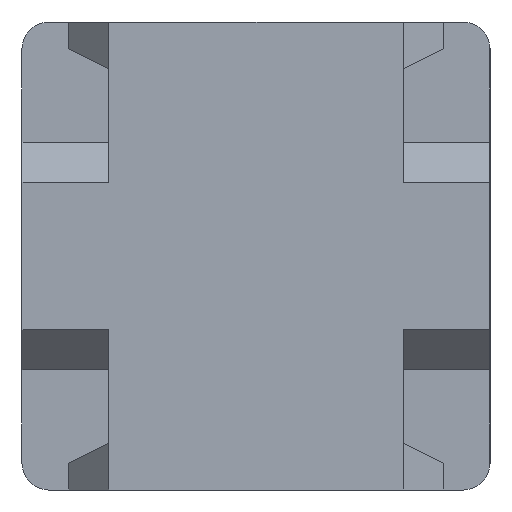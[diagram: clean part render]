
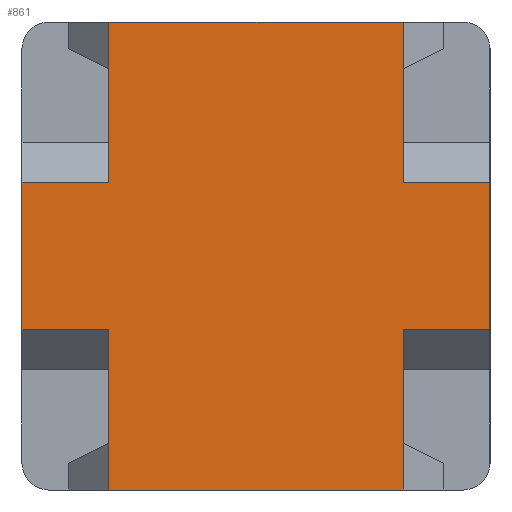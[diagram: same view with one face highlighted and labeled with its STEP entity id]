
A CAD part, left-side view. The second image highlights one B-rep face of the part: STEP entity #861.
In plain terms, the highlighted planar face has unit normal (-1, 0, 0).
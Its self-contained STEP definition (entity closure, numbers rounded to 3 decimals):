
#297=CARTESIAN_POINT('',(-10.0,-11.0,-17.5));
#298=VERTEX_POINT('',#297);
#305=CARTESIAN_POINT('',(-10.0,11.,-17.5));
#306=VERTEX_POINT('',#305);
#307=CARTESIAN_POINT('',(-10.0,-11.0,-17.5));
#308=DIRECTION('',(0.0,1.0,0.0));
#309=VECTOR('',#308,22.0);
#310=LINE('',#307,#309);
#311=EDGE_CURVE('',#298,#306,#310,.T.);
#533=CARTESIAN_POINT('',(-10.0,17.5,-5.5));
#534=VERTEX_POINT('',#533);
#541=CARTESIAN_POINT('',(-10.0,17.5,5.5));
#542=VERTEX_POINT('',#541);
#543=CARTESIAN_POINT('',(-10.0,17.5,-5.5));
#544=DIRECTION('',(0.0,0.0,1.0));
#545=VECTOR('',#544,11.);
#546=LINE('',#543,#545);
#547=EDGE_CURVE('',#534,#542,#546,.T.);
#682=CARTESIAN_POINT('',(-10.0,11.0,17.5));
#683=VERTEX_POINT('',#682);
#690=CARTESIAN_POINT('',(-10.0,-11.,17.5));
#691=VERTEX_POINT('',#690);
#692=CARTESIAN_POINT('',(-10.0,11.0,17.5));
#693=DIRECTION('',(0.0,-1.0,0.0));
#694=VECTOR('',#693,22.0);
#695=LINE('',#692,#694);
#696=EDGE_CURVE('',#683,#691,#695,.T.);
#743=CARTESIAN_POINT('',(-10.0,-11.0,-14.));
#744=VERTEX_POINT('',#743);
#751=CARTESIAN_POINT('',(-10.0,-11.0,-14.));
#752=DIRECTION('',(0.0,0.0,-1.0));
#753=VECTOR('',#752,3.5);
#754=LINE('',#751,#753);
#755=EDGE_CURVE('',#744,#298,#754,.T.);
#760=CARTESIAN_POINT('',(-10.0,17.5,0.0));
#761=DIRECTION('',(-1.0,0.0,0.0));
#762=DIRECTION('',(0.0,0.0,1.0));
#763=AXIS2_PLACEMENT_3D('',#760,#761,#762);
#764=PLANE('',#763);
#765=ORIENTED_EDGE('',*,*,#755,.F.);
#766=CARTESIAN_POINT('',(-10.0,-11.0,-5.5));
#767=VERTEX_POINT('',#766);
#768=CARTESIAN_POINT('',(-10.0,-11.0,-5.5));
#769=DIRECTION('',(0.0,0.0,-1.0));
#770=VECTOR('',#769,8.5);
#771=LINE('',#768,#770);
#772=EDGE_CURVE('',#767,#744,#771,.T.);
#773=ORIENTED_EDGE('',*,*,#772,.F.);
#774=CARTESIAN_POINT('',(-10.0,-17.5,-5.5));
#775=VERTEX_POINT('',#774);
#776=CARTESIAN_POINT('',(-10.0,-17.5,-5.5));
#777=DIRECTION('',(0.0,1.0,0.0));
#778=VECTOR('',#777,6.5);
#779=LINE('',#776,#778);
#780=EDGE_CURVE('',#775,#767,#779,.T.);
#781=ORIENTED_EDGE('',*,*,#780,.F.);
#782=CARTESIAN_POINT('',(-10.0,-17.5,5.5));
#783=VERTEX_POINT('',#782);
#784=CARTESIAN_POINT('',(-10.0,-17.5,5.5));
#785=DIRECTION('',(0.0,0.0,-1.0));
#786=VECTOR('',#785,11.0);
#787=LINE('',#784,#786);
#788=EDGE_CURVE('',#783,#775,#787,.T.);
#789=ORIENTED_EDGE('',*,*,#788,.F.);
#790=CARTESIAN_POINT('',(-10.0,-11.0,5.5));
#791=VERTEX_POINT('',#790);
#792=CARTESIAN_POINT('',(-10.0,-11.0,5.5));
#793=DIRECTION('',(0.0,-1.0,0.0));
#794=VECTOR('',#793,6.5);
#795=LINE('',#792,#794);
#796=EDGE_CURVE('',#791,#783,#795,.T.);
#797=ORIENTED_EDGE('',*,*,#796,.F.);
#798=CARTESIAN_POINT('',(-10.0,-11.0,14.));
#799=VERTEX_POINT('',#798);
#800=CARTESIAN_POINT('',(-10.0,-11.0,14.));
#801=DIRECTION('',(0.0,0.0,-1.0));
#802=VECTOR('',#801,8.5);
#803=LINE('',#800,#802);
#804=EDGE_CURVE('',#799,#791,#803,.T.);
#805=ORIENTED_EDGE('',*,*,#804,.F.);
#806=CARTESIAN_POINT('',(-10.0,-11.,17.5));
#807=DIRECTION('',(0.0,0.0,-1.0));
#808=VECTOR('',#807,3.5);
#809=LINE('',#806,#808);
#810=EDGE_CURVE('',#691,#799,#809,.T.);
#811=ORIENTED_EDGE('',*,*,#810,.F.);
#812=ORIENTED_EDGE('',*,*,#696,.F.);
#813=CARTESIAN_POINT('',(-10.0,11.0,14.));
#814=VERTEX_POINT('',#813);
#815=CARTESIAN_POINT('',(-10.0,11.0,14.));
#816=DIRECTION('',(0.0,0.0,1.0));
#817=VECTOR('',#816,3.5);
#818=LINE('',#815,#817);
#819=EDGE_CURVE('',#814,#683,#818,.T.);
#820=ORIENTED_EDGE('',*,*,#819,.F.);
#821=CARTESIAN_POINT('',(-10.0,11.0,5.5));
#822=VERTEX_POINT('',#821);
#823=CARTESIAN_POINT('',(-10.0,11.0,5.5));
#824=DIRECTION('',(0.0,0.0,1.0));
#825=VECTOR('',#824,8.5);
#826=LINE('',#823,#825);
#827=EDGE_CURVE('',#822,#814,#826,.T.);
#828=ORIENTED_EDGE('',*,*,#827,.F.);
#829=CARTESIAN_POINT('',(-10.0,17.5,5.5));
#830=DIRECTION('',(0.0,-1.0,0.0));
#831=VECTOR('',#830,6.5);
#832=LINE('',#829,#831);
#833=EDGE_CURVE('',#542,#822,#832,.T.);
#834=ORIENTED_EDGE('',*,*,#833,.F.);
#835=ORIENTED_EDGE('',*,*,#547,.F.);
#836=CARTESIAN_POINT('',(-10.0,11.0,-5.5));
#837=VERTEX_POINT('',#836);
#838=CARTESIAN_POINT('',(-10.0,11.0,-5.5));
#839=DIRECTION('',(0.0,1.0,0.0));
#840=VECTOR('',#839,6.5);
#841=LINE('',#838,#840);
#842=EDGE_CURVE('',#837,#534,#841,.T.);
#843=ORIENTED_EDGE('',*,*,#842,.F.);
#844=CARTESIAN_POINT('',(-10.0,11.0,-14.));
#845=VERTEX_POINT('',#844);
#846=CARTESIAN_POINT('',(-10.0,11.0,-14.));
#847=DIRECTION('',(0.0,0.0,1.0));
#848=VECTOR('',#847,8.5);
#849=LINE('',#846,#848);
#850=EDGE_CURVE('',#845,#837,#849,.T.);
#851=ORIENTED_EDGE('',*,*,#850,.F.);
#852=CARTESIAN_POINT('',(-10.0,11.,-17.5));
#853=DIRECTION('',(0.0,0.0,1.0));
#854=VECTOR('',#853,3.5);
#855=LINE('',#852,#854);
#856=EDGE_CURVE('',#306,#845,#855,.T.);
#857=ORIENTED_EDGE('',*,*,#856,.F.);
#858=ORIENTED_EDGE('',*,*,#311,.F.);
#859=EDGE_LOOP('',(#765,#773,#781,#789,#797,#805,#811,#812,#820,#828,#834,#835,#843,#851,#857,#858));
#860=FACE_OUTER_BOUND('',#859,.T.);
#861=ADVANCED_FACE('',(#860),#764,.T.);
